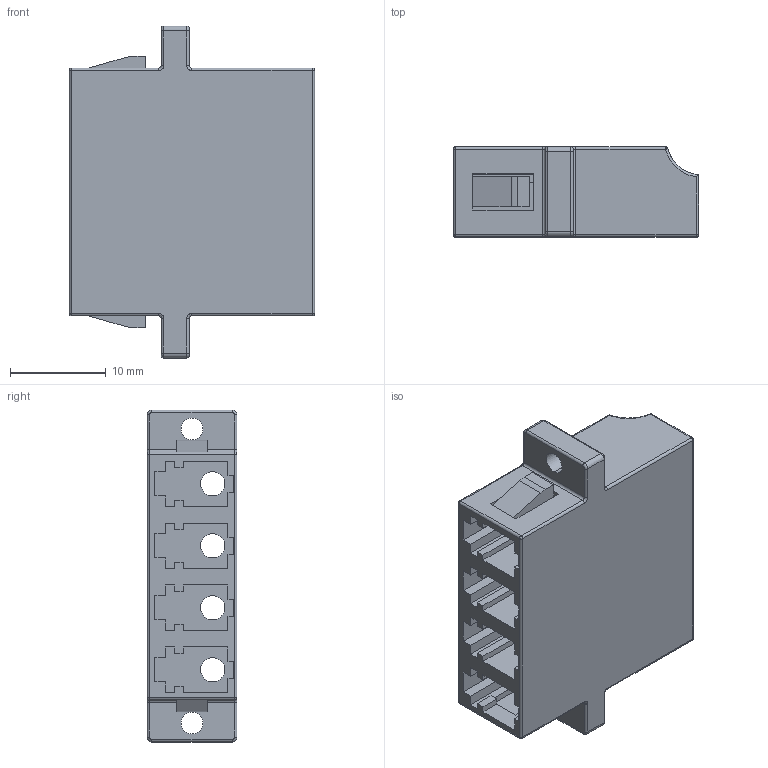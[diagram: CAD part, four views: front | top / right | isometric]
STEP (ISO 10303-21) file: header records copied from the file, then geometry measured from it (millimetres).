
FILE_DESCRIPTION (( 'STEP AP214' ), '1' );
FILE_NAME ('FOA-560.STEP', '2006-10-27T19:21:22', ( 'X' ), ( 'L-COM' ), 'SwSTEP 2.0', 'SolidWorks 2006052', '' );
FILE_SCHEMA (( 'AUTOMOTIVE_DESIGN' ));
Length unit declared in the file: inch
Products named in the file (1): FOA-560
Bounding box: 25.63 x 9.4 x 34.7 mm (x, y, z)
Volume: 3142.6 mm3; surface area: 5055.1 mm2
Topology: 1 solids, 1 shells, 285 faces, 789 edges, 500 vertices
Faces by surface type: plane 208, cylinder 51, torus 18, sphere 8
Entity records: 8964 total; most frequent: CARTESIAN_POINT 1581, ORIENTED_EDGE 1562, DIRECTION 1487, EDGE_CURVE 781, LINE 643, VECTOR 643, VERTEX_POINT 500, AXIS2_PLACEMENT_3D 422
